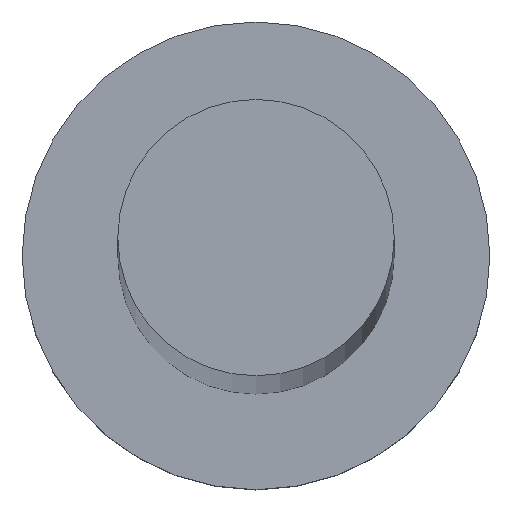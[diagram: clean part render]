
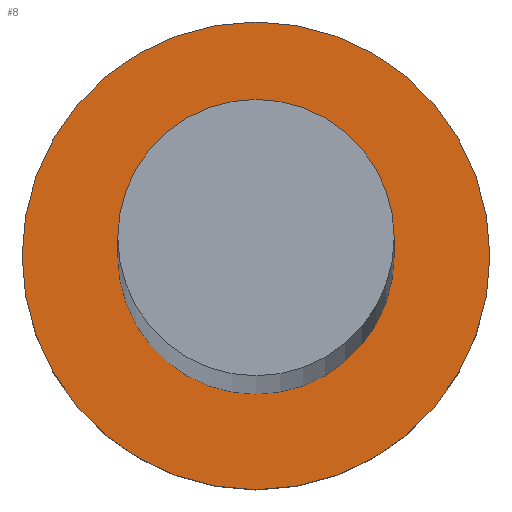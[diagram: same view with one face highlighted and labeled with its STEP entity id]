
A CAD part, top view. The second image highlights one B-rep face of the part: STEP entity #8.
In plain terms, the highlighted planar face has unit normal (0, 0, 1).
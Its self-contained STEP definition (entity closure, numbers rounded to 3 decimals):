
#1 = DIRECTION ( 'NONE',  ( 1., 0., 0. ) ) ;
#5 = DIRECTION ( 'NONE',  ( 1., 0., 0. ) ) ;
#8 = ADVANCED_FACE ( 'NONE', ( #47, #202 ), #122, .T. ) ;
#10 = CARTESIAN_POINT ( 'NONE',  ( 6.5, 0., 7. ) ) ;
#24 = EDGE_CURVE ( 'NONE', #150, #156, #189, .T. ) ;
#28 = CARTESIAN_POINT ( 'NONE',  ( 0., 0., 7. ) ) ;
#34 = AXIS2_PLACEMENT_3D ( 'NONE', #28, #165, #5 ) ;
#36 = ORIENTED_EDGE ( 'NONE', *, *, #24, .F. ) ;
#47 = FACE_BOUND ( 'NONE', #77, .T. ) ;
#49 = CARTESIAN_POINT ( 'NONE',  ( -11., 0., 7. ) ) ;
#54 = AXIS2_PLACEMENT_3D ( 'NONE', #199, #255, #76 ) ;
#76 = DIRECTION ( 'NONE',  ( 1., 0., 0. ) ) ;
#77 = EDGE_LOOP ( 'NONE', ( #251, #36 ) ) ;
#79 = CIRCLE ( 'NONE', #250, 11. ) ;
#99 = DIRECTION ( 'NONE',  ( 0., 0., 1. ) ) ;
#101 = CARTESIAN_POINT ( 'NONE',  ( 0., 0., 7. ) ) ;
#109 = ORIENTED_EDGE ( 'NONE', *, *, #161, .T. ) ;
#118 = DIRECTION ( 'NONE',  ( 0., 0., 1. ) ) ;
#119 = CARTESIAN_POINT ( 'NONE',  ( 0., 0., 7. ) ) ;
#122 = PLANE ( 'NONE',  #34 ) ;
#128 = VERTEX_POINT ( 'NONE', #162 ) ;
#136 = CIRCLE ( 'NONE', #54, 11. ) ;
#146 = DIRECTION ( 'NONE',  ( 1., 0., 0. ) ) ;
#150 = VERTEX_POINT ( 'NONE', #10 ) ;
#156 = VERTEX_POINT ( 'NONE', #187 ) ;
#160 = AXIS2_PLACEMENT_3D ( 'NONE', #101, #118, #146 ) ;
#161 = EDGE_CURVE ( 'NONE', #128, #191, #79, .T. ) ;
#162 = CARTESIAN_POINT ( 'NONE',  ( 11., 0., 7. ) ) ;
#165 = DIRECTION ( 'NONE',  ( 0., 0., 1. ) ) ;
#174 = EDGE_LOOP ( 'NONE', ( #196, #109 ) ) ;
#187 = CARTESIAN_POINT ( 'NONE',  ( -6.5, 0., 7. ) ) ;
#189 = CIRCLE ( 'NONE', #160, 6.5 ) ;
#191 = VERTEX_POINT ( 'NONE', #49 ) ;
#196 = ORIENTED_EDGE ( 'NONE', *, *, #253, .T. ) ;
#199 = CARTESIAN_POINT ( 'NONE',  ( 0., 0., 7. ) ) ;
#202 = FACE_OUTER_BOUND ( 'NONE', #174, .T. ) ;
#230 = AXIS2_PLACEMENT_3D ( 'NONE', #119, #252, #1 ) ;
#238 = DIRECTION ( 'NONE',  ( 1., 0., 0. ) ) ;
#239 = CARTESIAN_POINT ( 'NONE',  ( 0., 0., 7. ) ) ;
#242 = CIRCLE ( 'NONE', #230, 6.5 ) ;
#248 = EDGE_CURVE ( 'NONE', #156, #150, #242, .T. ) ;
#250 = AXIS2_PLACEMENT_3D ( 'NONE', #239, #99, #238 ) ;
#251 = ORIENTED_EDGE ( 'NONE', *, *, #248, .F. ) ;
#252 = DIRECTION ( 'NONE',  ( 0., 0., 1. ) ) ;
#253 = EDGE_CURVE ( 'NONE', #191, #128, #136, .T. ) ;
#255 = DIRECTION ( 'NONE',  ( 0., 0., 1. ) ) ;
